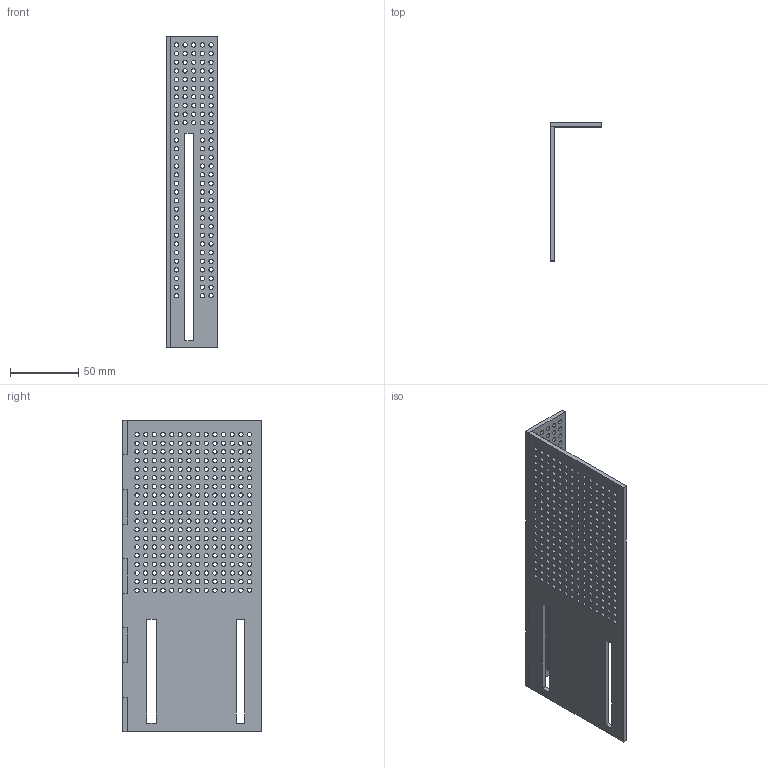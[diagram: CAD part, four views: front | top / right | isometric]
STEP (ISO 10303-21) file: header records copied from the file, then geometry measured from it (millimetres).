
FILE_DESCRIPTION( ( '' ), ' ' );
FILE_NAME( '5c7751fc55c33918d0bb5758.step', '2019-02-28T03:14:05', ( '' ), ( '' ), ' ', ' ', ' ' );
FILE_SCHEMA( ( 'AUTOMOTIVE_DESIGN { 1 0 10303 214 1 1 1 1 }' ) );
Length unit declared in the file: metre
Products named in the file (2): Shroud_LargeSide (1); Shroud_ShortSide (1)
Bounding box: 38.1 x 101.6 x 228.6 mm (x, y, z)
Volume: 83227.6 mm3; surface area: 70327.8 mm2
Topology: 2 solids, 2 shells, 432 faces, 1394 edges, 966 vertices
Faces by surface type: cylinder 376, plane 56
Full cylindrical faces by diameter (mm): 3.175 x376
Entity records: 18038 total; most frequent: DIRECTION 2528, CARTESIAN_POINT 2198, ORIENTED_EDGE 1816, EDGE_LOOP 1566, AXIS2_PLACEMENT_3D 1186, EDGE_CURVE 908, VERTEX_POINT 856, FACE_OUTER_BOUND 808
